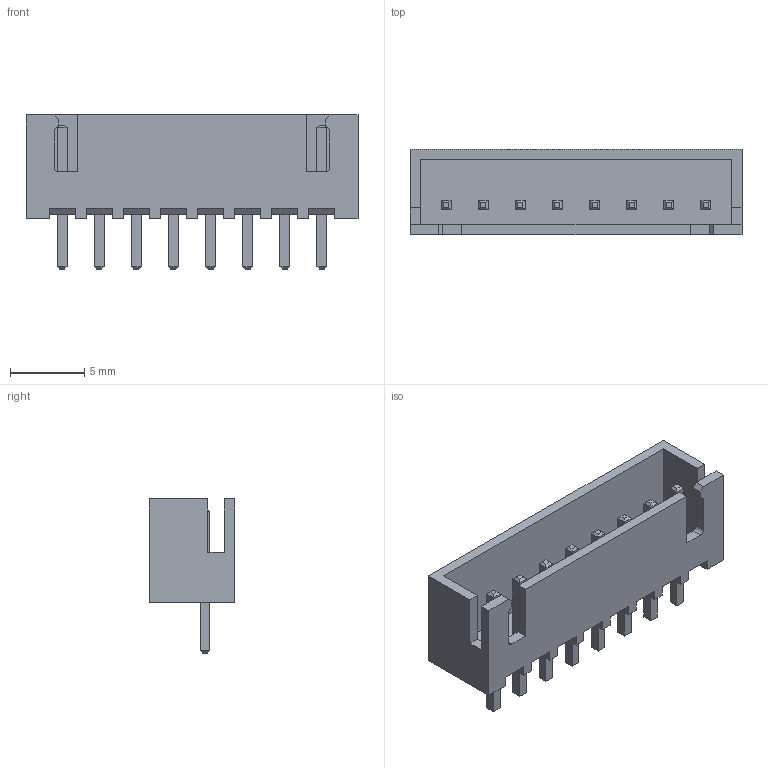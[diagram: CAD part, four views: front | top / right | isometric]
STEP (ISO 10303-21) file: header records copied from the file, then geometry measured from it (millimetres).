
FILE_DESCRIPTION (( 'STEP AP203' ), '1' );
FILE_NAME ('XH 2,54_8p.STEP', '2023-11-10T18:54:30', ( '' ), ( '' ), 'SwSTEP 2.0', 'SolidWorks 2022', '' );
FILE_SCHEMA (( 'CONFIG_CONTROL_DESIGN' ));
Length unit declared in the file: millimetre
Products named in the file (1): XH 2,54_8p
Bounding box: 22.4 x 5.75 x 10.4 mm (x, y, z)
Volume: 307 mm3; surface area: 1177.4 mm2
Topology: 9 solids, 9 shells, 224 faces, 554 edges, 348 vertices
Faces by surface type: plane 222, cylinder 2
Entity records: 6503 total; most frequent: CARTESIAN_POINT 1127, ORIENTED_EDGE 1108, DIRECTION 1008, EDGE_CURVE 554, VECTOR 550, LINE 550, VERTEX_POINT 348, EDGE_LOOP 240
